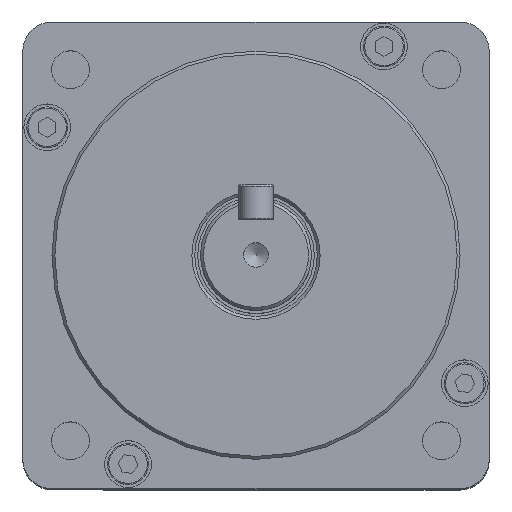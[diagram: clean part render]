
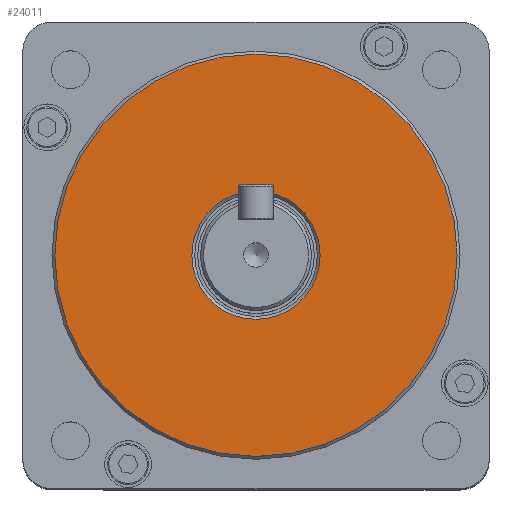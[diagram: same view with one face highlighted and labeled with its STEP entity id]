
A CAD part, top view. The second image highlights one B-rep face of the part: STEP entity #24011.
In plain terms, the highlighted planar face has unit normal (0, 0, 1).
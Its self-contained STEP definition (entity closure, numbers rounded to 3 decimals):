
#2228 = FACE_BOUND ( 'NONE', #23948, .T. ) ;
#3290 = CARTESIAN_POINT ( 'NONE',  ( 0., 0., 19.5 ) ) ;
#3884 = EDGE_CURVE ( 'NONE', #12703, #12703, #21632, .T. ) ;
#6506 = DIRECTION ( 'NONE',  ( 0., 0., -1. ) ) ;
#7529 = PLANE ( 'NONE',  #18439 ) ;
#10038 = CARTESIAN_POINT ( 'NONE',  ( -34.5, 0., 19.5 ) ) ;
#12020 = DIRECTION ( 'NONE',  ( -1., 0., 0. ) ) ;
#12703 = VERTEX_POINT ( 'NONE', #10038 ) ;
#13153 = AXIS2_PLACEMENT_3D ( 'NONE', #3290, #17165, #12020 ) ;
#14175 = CARTESIAN_POINT ( 'NONE',  ( 0., 10.5, 19.5 ) ) ;
#16789 = VERTEX_POINT ( 'NONE', #30441 ) ;
#17165 = DIRECTION ( 'NONE',  ( 0., 0., 1. ) ) ;
#18439 = AXIS2_PLACEMENT_3D ( 'NONE', #14175, #31045, #25761 ) ;
#18494 = ORIENTED_EDGE ( 'NONE', *, *, #34180, .T. ) ;
#20846 = ORIENTED_EDGE ( 'NONE', *, *, #3884, .T. ) ;
#21632 = CIRCLE ( 'NONE', #13153, 34.5 ) ;
#23342 = EDGE_LOOP ( 'NONE', ( #20846 ) ) ;
#23948 = EDGE_LOOP ( 'NONE', ( #18494 ) ) ;
#24011 = ADVANCED_FACE ( 'NONE', ( #2228, #28596 ), #7529, .F. ) ;
#25761 = DIRECTION ( 'NONE',  ( -1., 0., 0. ) ) ;
#26830 = DIRECTION ( 'NONE',  ( -1., 0., 0. ) ) ;
#27190 = CARTESIAN_POINT ( 'NONE',  ( 0., 0., 19.5 ) ) ;
#28596 = FACE_OUTER_BOUND ( 'NONE', #23342, .T. ) ;
#28642 = CIRCLE ( 'NONE', #33453, 11. ) ;
#30441 = CARTESIAN_POINT ( 'NONE',  ( -11., 0., 19.5 ) ) ;
#31045 = DIRECTION ( 'NONE',  ( 0., 0., -1. ) ) ;
#33453 = AXIS2_PLACEMENT_3D ( 'NONE', #27190, #6506, #26830 ) ;
#34180 = EDGE_CURVE ( 'NONE', #16789, #16789, #28642, .T. ) ;
